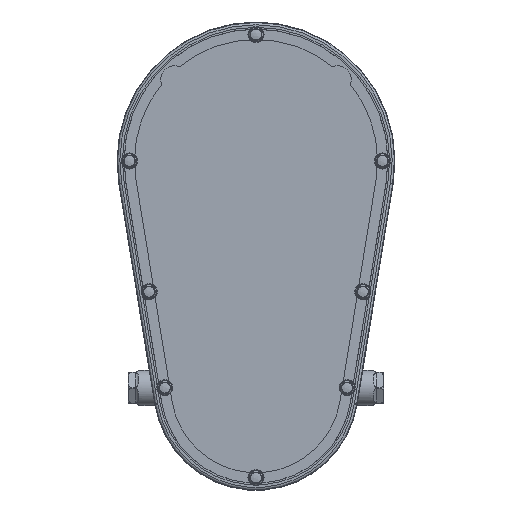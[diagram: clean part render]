
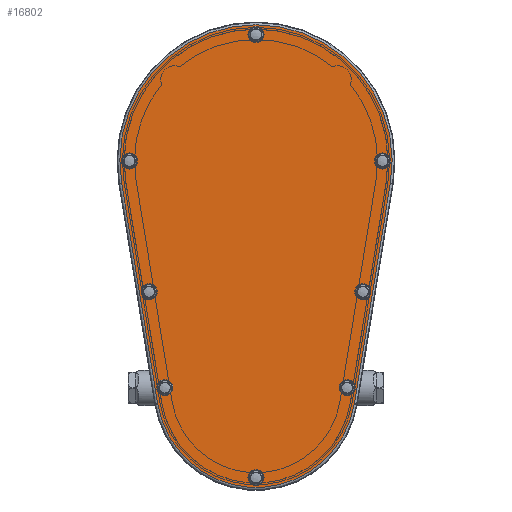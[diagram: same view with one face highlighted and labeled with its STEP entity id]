
A CAD part, top view. The second image highlights one B-rep face of the part: STEP entity #16802.
In plain terms, the highlighted planar face has unit normal (0, 0, 1).
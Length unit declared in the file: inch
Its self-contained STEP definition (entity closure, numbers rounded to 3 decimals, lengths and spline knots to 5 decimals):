
#575 = DIRECTION ( 'NONE',  ( -1., 0., 0. ) ) ;
#686 = AXIS2_PLACEMENT_3D ( 'NONE', #77548, #48388, #11502 ) ;
#1126 = VERTEX_POINT ( 'NONE', #74400 ) ;
#1338 = EDGE_CURVE ( 'NONE', #89090, #89090, #89428, .T. ) ;
#1343 = EDGE_LOOP ( 'NONE', ( #90626 ) ) ;
#3339 = ORIENTED_EDGE ( 'NONE', *, *, #12662, .T. ) ;
#4324 = EDGE_CURVE ( 'NONE', #46811, #46811, #21522, .T. ) ;
#7262 = CARTESIAN_POINT ( 'NONE',  ( -2.7588, -0.45009, 5.11756 ) ) ;
#9505 = LINE ( 'NONE', #39113, #88268 ) ;
#9978 = DIRECTION ( 'NONE',  ( 0.161, -0.987, 0. ) ) ;
#10275 = CARTESIAN_POINT ( 'NONE',  ( 2.77415, 2.68979, 5.11756 ) ) ;
#10738 = CARTESIAN_POINT ( 'NONE',  ( 0., 10.12692, 5.11756 ) ) ;
#10915 = AXIS2_PLACEMENT_3D ( 'NONE', #56960, #51115, #35123 ) ;
#11502 = DIRECTION ( 'NONE',  ( -1., 0., 0. ) ) ;
#11825 = AXIS2_PLACEMENT_3D ( 'NONE', #47380, #55155, #24157 ) ;
#12462 = FACE_BOUND ( 'NONE', #34257, .T. ) ;
#12662 = EDGE_CURVE ( 'NONE', #49461, #76053, #86849, .T. ) ;
#12795 = CARTESIAN_POINT ( 'NONE',  ( 3.54764, 6.35722, 5.11756 ) ) ;
#12798 = CARTESIAN_POINT ( 'NONE',  ( 3.76907, 5.74231, 5.11756 ) ) ;
#13015 = CARTESIAN_POINT ( 'NONE',  ( -2.77415, 2.68979, 5.11756 ) ) ;
#15103 = ORIENTED_EDGE ( 'NONE', *, *, #94330, .F. ) ;
#15498 = EDGE_LOOP ( 'NONE', ( #76661 ) ) ;
#16653 = CIRCLE ( 'NONE', #75631, 0.22206 ) ;
#16802 = ADVANCED_FACE ( 'NONE', ( #78976, #12462, #48866, #34791, #41102, #42067, #71692, #62501, #86729 ), #85277, .F. ) ;
#17900 = DIRECTION ( 'NONE',  ( 0., 0., 1. ) ) ;
#18971 = VERTEX_POINT ( 'NONE', #10738 ) ;
#19379 = AXIS2_PLACEMENT_3D ( 'NONE', #12795, #72519, #56968 ) ;
#20114 = CARTESIAN_POINT ( 'NONE',  ( 0., 9.90486, 5.11756 ) ) ;
#21522 = CIRCLE ( 'NONE', #41567, 0.22206 ) ;
#21631 = CIRCLE ( 'NONE', #52609, 0.22206 ) ;
#22004 = DIRECTION ( 'NONE',  ( -1., 0., 0. ) ) ;
#24157 = DIRECTION ( 'NONE',  ( -1., 0., 0. ) ) ;
#25226 = DIRECTION ( 'NONE',  ( 1., 0., 0. ) ) ;
#25348 = EDGE_CURVE ( 'NONE', #45097, #45097, #75190, .T. ) ;
#25740 = CIRCLE ( 'NONE', #39777, 0.22206 ) ;
#27770 = EDGE_LOOP ( 'NONE', ( #62428 ) ) ;
#28525 = CIRCLE ( 'NONE', #79632, 0.22206 ) ;
#28946 = ORIENTED_EDGE ( 'NONE', *, *, #73405, .F. ) ;
#30570 = ORIENTED_EDGE ( 'NONE', *, *, #1338, .F. ) ;
#32150 = AXIS2_PLACEMENT_3D ( 'NONE', #81695, #52564, #22004 ) ;
#34257 = EDGE_LOOP ( 'NONE', ( #94368 ) ) ;
#34665 = DIRECTION ( 'NONE',  ( 0., 0., 1. ) ) ;
#34791 = FACE_BOUND ( 'NONE', #15498, .T. ) ;
#35123 = DIRECTION ( 'NONE',  ( -1., 0., 0. ) ) ;
#35155 = DIRECTION ( 'NONE',  ( 0., 1., 0. ) ) ;
#36892 = EDGE_LOOP ( 'NONE', ( #28946 ) ) ;
#37332 = CARTESIAN_POINT ( 'NONE',  ( 3.32558, 6.35722, 5.11756 ) ) ;
#39113 = CARTESIAN_POINT ( 'NONE',  ( -3.76907, 5.74231, 5.11756 ) ) ;
#39153 = CARTESIAN_POINT ( 'NONE',  ( 0., -2.52402, 5.11756 ) ) ;
#39777 = AXIS2_PLACEMENT_3D ( 'NONE', #75640, #59633, #68348 ) ;
#40345 = VERTEX_POINT ( 'NONE', #10275 ) ;
#40483 = CARTESIAN_POINT ( 'NONE',  ( -3.7697, 6.35722, 5.11756 ) ) ;
#41102 = FACE_BOUND ( 'NONE', #51677, .T. ) ;
#41567 = AXIS2_PLACEMENT_3D ( 'NONE', #58310, #59287, #575 ) ;
#42067 = FACE_BOUND ( 'NONE', #83298, .T. ) ;
#42969 = DIRECTION ( 'NONE',  ( 0., 0., 1. ) ) ;
#43254 = EDGE_LOOP ( 'NONE', ( #15103 ) ) ;
#44673 = CARTESIAN_POINT ( 'NONE',  ( 2.7588, -0.45009, 5.11756 ) ) ;
#45097 = VERTEX_POINT ( 'NONE', #37332 ) ;
#46811 = VERTEX_POINT ( 'NONE', #40483 ) ;
#46897 = VECTOR ( 'NONE', #67998, 39.37008 ) ;
#47380 = CARTESIAN_POINT ( 'NONE',  ( 2.99621, 2.68979, 5.11756 ) ) ;
#48239 = ORIENTED_EDGE ( 'NONE', *, *, #54084, .T. ) ;
#48388 = DIRECTION ( 'NONE',  ( 0., 0., -1. ) ) ;
#48866 = FACE_BOUND ( 'NONE', #27770, .T. ) ;
#49461 = VERTEX_POINT ( 'NONE', #7262 ) ;
#51115 = DIRECTION ( 'NONE',  ( 0., 0., 1. ) ) ;
#51677 = EDGE_LOOP ( 'NONE', ( #30570 ) ) ;
#52072 = VERTEX_POINT ( 'NONE', #82639 ) ;
#52564 = DIRECTION ( 'NONE',  ( 0., 0., 1. ) ) ;
#52609 = AXIS2_PLACEMENT_3D ( 'NONE', #77124, #17900, #25226 ) ;
#54084 = EDGE_CURVE ( 'NONE', #76053, #72036, #61203, .T. ) ;
#55155 = DIRECTION ( 'NONE',  ( 0., 0., 1. ) ) ;
#56960 = CARTESIAN_POINT ( 'NONE',  ( 0., 0., 5.11756 ) ) ;
#56968 = DIRECTION ( 'NONE',  ( -1., 0., 0. ) ) ;
#57544 = DIRECTION ( 'NONE',  ( -1., 0., 0. ) ) ;
#58310 = CARTESIAN_POINT ( 'NONE',  ( -3.54764, 6.35722, 5.11756 ) ) ;
#59287 = DIRECTION ( 'NONE',  ( 0., 0., 1. ) ) ;
#59633 = DIRECTION ( 'NONE',  ( 0., 0., 1. ) ) ;
#60609 = EDGE_CURVE ( 'NONE', #72036, #64349, #70851, .T. ) ;
#61203 = LINE ( 'NONE', #76255, #46897 ) ;
#61498 = DIRECTION ( 'NONE',  ( -1., 0., 0. ) ) ;
#62428 = ORIENTED_EDGE ( 'NONE', *, *, #73945, .F. ) ;
#62501 = FACE_BOUND ( 'NONE', #1343, .T. ) ;
#63396 = ORIENTED_EDGE ( 'NONE', *, *, #4324, .F. ) ;
#64349 = VERTEX_POINT ( 'NONE', #71580 ) ;
#67998 = DIRECTION ( 'NONE',  ( 0.161, 0.987, 0. ) ) ;
#68348 = DIRECTION ( 'NONE',  ( 1., 0., 0. ) ) ;
#68781 = DIRECTION ( 'NONE',  ( 0., 0., 1. ) ) ;
#69011 = EDGE_CURVE ( 'NONE', #52072, #52072, #28525, .T. ) ;
#70406 = ORIENTED_EDGE ( 'NONE', *, *, #60609, .T. ) ;
#70851 = CIRCLE ( 'NONE', #32150, 3.8189 ) ;
#71580 = CARTESIAN_POINT ( 'NONE',  ( -3.76907, 5.74231, 5.11756 ) ) ;
#71692 = FACE_BOUND ( 'NONE', #36892, .T. ) ;
#71913 = EDGE_CURVE ( 'NONE', #1126, #1126, #25740, .T. ) ;
#72036 = VERTEX_POINT ( 'NONE', #12798 ) ;
#72519 = DIRECTION ( 'NONE',  ( 0., 0., 1. ) ) ;
#73405 = EDGE_CURVE ( 'NONE', #18971, #18971, #16653, .T. ) ;
#73945 = EDGE_CURVE ( 'NONE', #40345, #40345, #87798, .T. ) ;
#74400 = CARTESIAN_POINT ( 'NONE',  ( -2.33532, 0., 5.11756 ) ) ;
#75190 = CIRCLE ( 'NONE', #19379, 0.22206 ) ;
#75631 = AXIS2_PLACEMENT_3D ( 'NONE', #20114, #34665, #35155 ) ;
#75640 = CARTESIAN_POINT ( 'NONE',  ( -2.55739, 0., 5.11756 ) ) ;
#76053 = VERTEX_POINT ( 'NONE', #44673 ) ;
#76255 = CARTESIAN_POINT ( 'NONE',  ( 3.76907, 5.74231, 5.11756 ) ) ;
#76661 = ORIENTED_EDGE ( 'NONE', *, *, #69011, .F. ) ;
#77031 = AXIS2_PLACEMENT_3D ( 'NONE', #79892, #42969, #57544 ) ;
#77124 = CARTESIAN_POINT ( 'NONE',  ( -2.99621, 2.68979, 5.11756 ) ) ;
#77548 = CARTESIAN_POINT ( 'NONE',  ( 0., 6.35722, 5.11756 ) ) ;
#78976 = FACE_BOUND ( 'NONE', #43254, .T. ) ;
#79050 = VERTEX_POINT ( 'NONE', #13015 ) ;
#79632 = AXIS2_PLACEMENT_3D ( 'NONE', #39153, #68781, #61498 ) ;
#79892 = CARTESIAN_POINT ( 'NONE',  ( 2.55739, 0., 5.11756 ) ) ;
#80147 = ORIENTED_EDGE ( 'NONE', *, *, #81065, .T. ) ;
#81065 = EDGE_CURVE ( 'NONE', #64349, #49461, #9505, .T. ) ;
#81695 = CARTESIAN_POINT ( 'NONE',  ( 0., 6.35722, 5.11756 ) ) ;
#82639 = CARTESIAN_POINT ( 'NONE',  ( -0.22206, -2.52402, 5.11756 ) ) ;
#83298 = EDGE_LOOP ( 'NONE', ( #63396 ) ) ;
#85277 = PLANE ( 'NONE',  #686 ) ;
#86729 = FACE_OUTER_BOUND ( 'NONE', #95174, .T. ) ;
#86849 = CIRCLE ( 'NONE', #10915, 2.79528 ) ;
#87798 = CIRCLE ( 'NONE', #11825, 0.22206 ) ;
#88268 = VECTOR ( 'NONE', #9978, 39.37008 ) ;
#89090 = VERTEX_POINT ( 'NONE', #90058 ) ;
#89428 = CIRCLE ( 'NONE', #77031, 0.22206 ) ;
#90058 = CARTESIAN_POINT ( 'NONE',  ( 2.33532, 0., 5.11756 ) ) ;
#90626 = ORIENTED_EDGE ( 'NONE', *, *, #25348, .F. ) ;
#94330 = EDGE_CURVE ( 'NONE', #79050, #79050, #21631, .T. ) ;
#94368 = ORIENTED_EDGE ( 'NONE', *, *, #71913, .F. ) ;
#95174 = EDGE_LOOP ( 'NONE', ( #70406, #80147, #3339, #48239 ) ) ;
